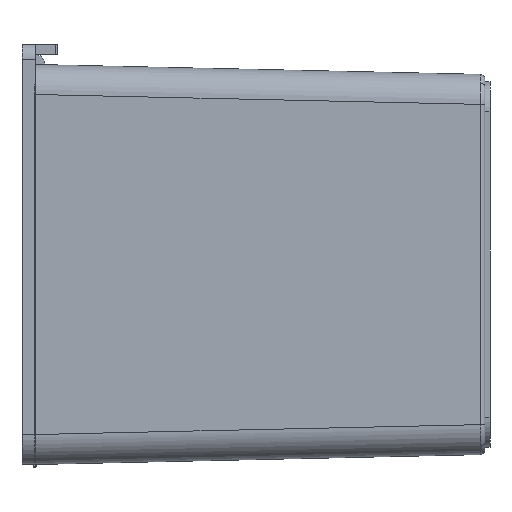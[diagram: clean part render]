
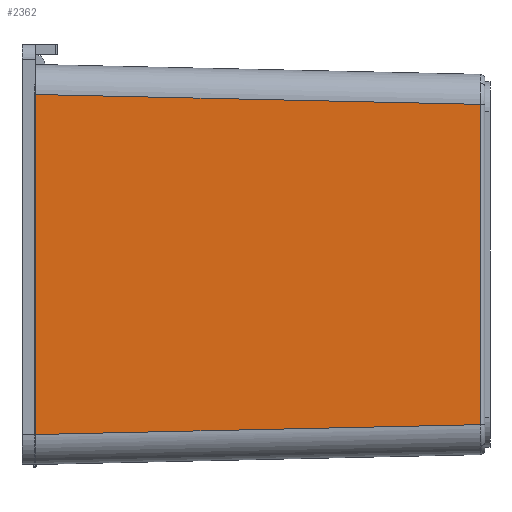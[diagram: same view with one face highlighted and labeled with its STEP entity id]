
A CAD part, left-side view. The second image highlights one B-rep face of the part: STEP entity #2362.
In plain terms, the highlighted planar face has unit normal (-1, -0.022, 0).
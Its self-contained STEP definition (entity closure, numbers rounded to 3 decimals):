
#27 = DIRECTION ( 'NONE',  ( 0., 0., 1. ) ) ;
#173 = DIRECTION ( 'NONE',  ( -0.022, 1., 0. ) ) ;
#290 = VECTOR ( 'NONE', #1235, 1000. ) ;
#412 = CARTESIAN_POINT ( 'NONE',  ( -19.011, 0.489, 16.012 ) ) ;
#465 = LINE ( 'NONE', #1976, #290 ) ;
#587 = CARTESIAN_POINT ( 'NONE',  ( -18.991, -0.422, 0. ) ) ;
#628 = PLANE ( 'NONE',  #3067 ) ;
#782 = CARTESIAN_POINT ( 'NONE',  ( -19.011, 0.489, 0. ) ) ;
#836 = CARTESIAN_POINT ( 'NONE',  ( -18.983, -0.777, 15.983 ) ) ;
#856 = FACE_OUTER_BOUND ( 'NONE', #1787, .T. ) ;
#876 = ORIENTED_EDGE ( 'NONE', *, *, #3793, .F. ) ;
#944 = CARTESIAN_POINT ( 'NONE',  ( -20., 45., 17.001 ) ) ;
#997 = EDGE_CURVE ( 'NONE', #2188, #3895, #3802, .T. ) ;
#1235 = DIRECTION ( 'NONE',  ( 0.022, -1., 0.022 ) ) ;
#1339 = VECTOR ( 'NONE', #27, 1000. ) ;
#1648 = EDGE_CURVE ( 'NONE', #4111, #2188, #2994, .T. ) ;
#1692 = VECTOR ( 'NONE', #2759, 1000. ) ;
#1695 = CARTESIAN_POINT ( 'NONE',  ( -20., 45., -20. ) ) ;
#1787 = EDGE_LOOP ( 'NONE', ( #4418, #1946, #3167, #876 ) ) ;
#1865 = VERTEX_POINT ( 'NONE', #3947 ) ;
#1946 = ORIENTED_EDGE ( 'NONE', *, *, #1648, .T. ) ;
#1976 = CARTESIAN_POINT ( 'NONE',  ( -18.983, -0.777, -15.983 ) ) ;
#2188 = VERTEX_POINT ( 'NONE', #412 ) ;
#2347 = EDGE_CURVE ( 'NONE', #1865, #4111, #465, .T. ) ;
#2362 = ADVANCED_FACE ( 'NONE', ( #856 ), #628, .F. ) ;
#2759 = DIRECTION ( 'NONE',  ( -0.022, 1., 0.022 ) ) ;
#2994 = LINE ( 'NONE', #782, #1339 ) ;
#3067 = AXIS2_PLACEMENT_3D ( 'NONE', #587, #3985, #173 ) ;
#3167 = ORIENTED_EDGE ( 'NONE', *, *, #997, .T. ) ;
#3643 = DIRECTION ( 'NONE',  ( 0., 0., 1. ) ) ;
#3793 = EDGE_CURVE ( 'NONE', #1865, #3895, #4386, .T. ) ;
#3802 = LINE ( 'NONE', #836, #1692 ) ;
#3895 = VERTEX_POINT ( 'NONE', #944 ) ;
#3947 = CARTESIAN_POINT ( 'NONE',  ( -20., 45., -17.001 ) ) ;
#3985 = DIRECTION ( 'NONE',  ( 1., 0.022, 0. ) ) ;
#4111 = VERTEX_POINT ( 'NONE', #4601 ) ;
#4321 = VECTOR ( 'NONE', #3643, 1000. ) ;
#4386 = LINE ( 'NONE', #1695, #4321 ) ;
#4418 = ORIENTED_EDGE ( 'NONE', *, *, #2347, .T. ) ;
#4601 = CARTESIAN_POINT ( 'NONE',  ( -19.011, 0.489, -16.012 ) ) ;
